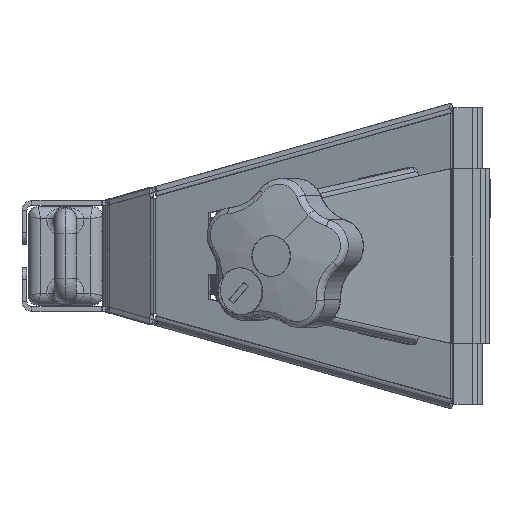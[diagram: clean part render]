
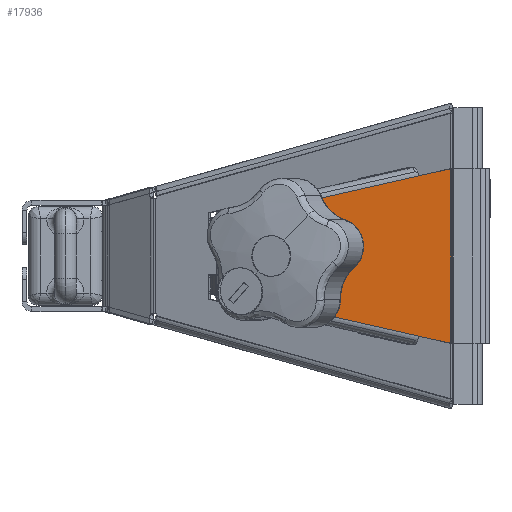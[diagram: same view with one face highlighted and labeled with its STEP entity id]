
A CAD part, left-side view. The second image highlights one B-rep face of the part: STEP entity #17936.
In plain terms, the highlighted face is planar.
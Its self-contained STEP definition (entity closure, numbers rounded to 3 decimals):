
#44 = CARTESIAN_POINT ( 'NONE',  ( 5.872, -10.959, 40.364 ) ) ;
#555 = DIRECTION ( 'NONE',  ( 0.087, -0.996, 0. ) ) ;
#1272 = EDGE_CURVE ( 'NONE', #20399, #3581, #23769, .T. ) ;
#1631 = VECTOR ( 'NONE', #3518, 1000. ) ;
#1654 = DIRECTION ( 'NONE',  ( -0.087, 0.996, 0. ) ) ;
#1879 = CARTESIAN_POINT ( 'NONE',  ( 2.816, 23.972, -32.438 ) ) ;
#1959 = CARTESIAN_POINT ( 'NONE',  ( 3.329, 18.114, 4.983 ) ) ;
#2025 = FACE_OUTER_BOUND ( 'NONE', #8596, .T. ) ;
#2259 = EDGE_CURVE ( 'NONE', #22209, #24381, #12371, .T. ) ;
#2426 = ORIENTED_EDGE ( 'NONE', *, *, #14493, .F. ) ;
#2766 = DIRECTION ( 'NONE',  ( 0.085, -0.972, 0.22 ) ) ;
#2792 = CIRCLE ( 'NONE', #13284, 4.25 ) ;
#2888 = VERTEX_POINT ( 'NONE', #13857 ) ;
#3148 = CIRCLE ( 'NONE', #21945, 4.25 ) ;
#3238 = ORIENTED_EDGE ( 'NONE', *, *, #1272, .T. ) ;
#3409 = ORIENTED_EDGE ( 'NONE', *, *, #17845, .T. ) ;
#3518 = DIRECTION ( 'NONE',  ( -0.085, 0.97, -0.228 ) ) ;
#3581 = VERTEX_POINT ( 'NONE', #22134 ) ;
#3768 = DIRECTION ( 'NONE',  ( -0.085, 0.972, 0.22 ) ) ;
#3772 = DIRECTION ( 'NONE',  ( -0.087, 0.996, 0. ) ) ;
#3835 = CARTESIAN_POINT ( 'NONE',  ( -1.073, 68.427, -4.25 ) ) ;
#3953 = CARTESIAN_POINT ( 'NONE',  ( -1.536, 73.722, 7.292 ) ) ;
#4407 = EDGE_CURVE ( 'NONE', #20050, #18771, #13503, .T. ) ;
#4996 = VERTEX_POINT ( 'NONE', #10858 ) ;
#5126 = CARTESIAN_POINT ( 'NONE',  ( 4.78, 1.525, -1.082 ) ) ;
#5198 = LINE ( 'NONE', #1959, #20749 ) ;
#5340 = CARTESIAN_POINT ( 'NONE',  ( 3.992, 10.527, 37.5 ) ) ;
#6200 = EDGE_LOOP ( 'NONE', ( #2426, #21154, #11160, #9884, #12993 ) ) ;
#6571 = VECTOR ( 'NONE', #22140, 1000. ) ;
#6943 = CARTESIAN_POINT ( 'NONE',  ( -2.039, 79.469, -19.408 ) ) ;
#7156 = DIRECTION ( 'NONE',  ( 0.996, 0.087, 0. ) ) ;
#7257 = DIRECTION ( 'NONE',  ( 0., 0., 1. ) ) ;
#7277 = VERTEX_POINT ( 'NONE', #12082 ) ;
#7535 = EDGE_CURVE ( 'NONE', #2888, #19960, #23361, .T. ) ;
#7565 = LINE ( 'NONE', #3953, #17311 ) ;
#7680 = CARTESIAN_POINT ( 'NONE',  ( -0.637, 63.446, 0. ) ) ;
#7755 = CARTESIAN_POINT ( 'NONE',  ( -2.098, 80.143, -19.566 ) ) ;
#7768 = EDGE_CURVE ( 'NONE', #20399, #4996, #19029, .T. ) ;
#8596 = EDGE_LOOP ( 'NONE', ( #16867, #22703, #11097, #18753, #17495, #12910, #3238, #22917, #3409, #17762 ) ) ;
#8693 = AXIS2_PLACEMENT_3D ( 'NONE', #13601, #9544, #3772 ) ;
#8867 = DIRECTION ( 'NONE',  ( 0.037, -0.428, 0.903 ) ) ;
#8984 = FACE_BOUND ( 'NONE', #6200, .T. ) ;
#9023 = DIRECTION ( 'NONE',  ( -0.087, 0.996, 0. ) ) ;
#9105 = LINE ( 'NONE', #13348, #23766 ) ;
#9149 = AXIS2_PLACEMENT_3D ( 'NONE', #5340, #20846, #20663 ) ;
#9387 = LINE ( 'NONE', #11566, #11479 ) ;
#9544 = DIRECTION ( 'NONE',  ( 0.996, 0.087, 0. ) ) ;
#9546 = CARTESIAN_POINT ( 'NONE',  ( -2.098, 80.143, 37.5 ) ) ;
#9606 = EDGE_CURVE ( 'NONE', #19960, #19332, #14386, .T. ) ;
#9884 = ORIENTED_EDGE ( 'NONE', *, *, #2259, .F. ) ;
#10354 = EDGE_CURVE ( 'NONE', #19332, #18713, #19547, .T. ) ;
#10483 = CARTESIAN_POINT ( 'NONE',  ( 2.624, 26.164, -31.941 ) ) ;
#10654 = CARTESIAN_POINT ( 'NONE',  ( -1.444, 72.661, 0. ) ) ;
#10858 = CARTESIAN_POINT ( 'NONE',  ( 2.816, 23.972, 32.438 ) ) ;
#11097 = ORIENTED_EDGE ( 'NONE', *, *, #12747, .T. ) ;
#11160 = ORIENTED_EDGE ( 'NONE', *, *, #19022, .F. ) ;
#11479 = VECTOR ( 'NONE', #2766, 1000. ) ;
#11566 = CARTESIAN_POINT ( 'NONE',  ( 5.872, -10.959, 40.364 ) ) ;
#11676 = VECTOR ( 'NONE', #19699, 1000. ) ;
#11881 = CARTESIAN_POINT ( 'NONE',  ( -1.073, 68.427, 4.25 ) ) ;
#12082 = CARTESIAN_POINT ( 'NONE',  ( -2.056, 79.657, 19.803 ) ) ;
#12160 = CARTESIAN_POINT ( 'NONE',  ( 3.992, 10.527, 35.489 ) ) ;
#12224 = EDGE_CURVE ( 'NONE', #21726, #22209, #2792, .T. ) ;
#12357 = CARTESIAN_POINT ( 'NONE',  ( 3.992, 10.527, 37.5 ) ) ;
#12371 = LINE ( 'NONE', #3835, #22197 ) ;
#12747 = EDGE_CURVE ( 'NONE', #18713, #14569, #5198, .T. ) ;
#12816 = VERTEX_POINT ( 'NONE', #1879 ) ;
#12910 = ORIENTED_EDGE ( 'NONE', *, *, #7768, .F. ) ;
#12993 = ORIENTED_EDGE ( 'NONE', *, *, #12224, .F. ) ;
#13116 = CARTESIAN_POINT ( 'NONE',  ( -0.637, 63.446, -4.25 ) ) ;
#13284 = AXIS2_PLACEMENT_3D ( 'NONE', #7680, #21249, #1654 ) ;
#13348 = CARTESIAN_POINT ( 'NONE',  ( 2.624, 26.164, -31.941 ) ) ;
#13460 = DIRECTION ( 'NONE',  ( -0.037, 0.428, 0.903 ) ) ;
#13503 = CIRCLE ( 'NONE', #8693, 4.25 ) ;
#13601 = CARTESIAN_POINT ( 'NONE',  ( -1.073, 68.427, 0. ) ) ;
#13857 = CARTESIAN_POINT ( 'NONE',  ( -2.056, 79.657, -19.803 ) ) ;
#14216 = VECTOR ( 'NONE', #555, 1000. ) ;
#14386 = LINE ( 'NONE', #5126, #1631 ) ;
#14493 = EDGE_CURVE ( 'NONE', #18771, #21726, #23737, .T. ) ;
#14569 = VERTEX_POINT ( 'NONE', #22165 ) ;
#14716 = CARTESIAN_POINT ( 'NONE',  ( -1.073, 68.427, 0. ) ) ;
#14865 = VECTOR ( 'NONE', #16824, 1000. ) ;
#15080 = LINE ( 'NONE', #10483, #6571 ) ;
#15636 = CARTESIAN_POINT ( 'NONE',  ( -0.637, 63.446, 4.25 ) ) ;
#16583 = CARTESIAN_POINT ( 'NONE',  ( -1.073, 68.427, 4.25 ) ) ;
#16819 = PLANE ( 'NONE',  #9149 ) ;
#16824 = DIRECTION ( 'NONE',  ( 0., 0., -1. ) ) ;
#16867 = ORIENTED_EDGE ( 'NONE', *, *, #9606, .T. ) ;
#17262 = DIRECTION ( 'NONE',  ( 0.085, -0.97, -0.228 ) ) ;
#17311 = VECTOR ( 'NONE', #13460, 1000. ) ;
#17495 = ORIENTED_EDGE ( 'NONE', *, *, #22371, .T. ) ;
#17601 = DIRECTION ( 'NONE',  ( -0.087, 0.996, 0. ) ) ;
#17762 = ORIENTED_EDGE ( 'NONE', *, *, #7535, .T. ) ;
#17845 = EDGE_CURVE ( 'NONE', #12816, #2888, #15080, .T. ) ;
#17936 = ADVANCED_FACE ( 'NONE', ( #8984, #2025 ), #16819, .F. ) ;
#18093 = CARTESIAN_POINT ( 'NONE',  ( -1.073, 68.427, -4.25 ) ) ;
#18713 = VERTEX_POINT ( 'NONE', #24352 ) ;
#18753 = ORIENTED_EDGE ( 'NONE', *, *, #22334, .T. ) ;
#18771 = VERTEX_POINT ( 'NONE', #16583 ) ;
#18917 = VECTOR ( 'NONE', #7257, 1000. ) ;
#19022 = EDGE_CURVE ( 'NONE', #24381, #20050, #3148, .T. ) ;
#19029 = LINE ( 'NONE', #44, #11676 ) ;
#19048 = VECTOR ( 'NONE', #8867, 1000. ) ;
#19332 = VERTEX_POINT ( 'NONE', #7755 ) ;
#19547 = LINE ( 'NONE', #9546, #18917 ) ;
#19699 = DIRECTION ( 'NONE',  ( -0.085, 0.972, -0.22 ) ) ;
#19960 = VERTEX_POINT ( 'NONE', #6943 ) ;
#20050 = VERTEX_POINT ( 'NONE', #10654 ) ;
#20399 = VERTEX_POINT ( 'NONE', #12160 ) ;
#20663 = DIRECTION ( 'NONE',  ( 0.087, -0.996, 0. ) ) ;
#20749 = VECTOR ( 'NONE', #17262, 1000. ) ;
#20846 = DIRECTION ( 'NONE',  ( -0.996, -0.087, 0. ) ) ;
#21154 = ORIENTED_EDGE ( 'NONE', *, *, #4407, .F. ) ;
#21194 = EDGE_CURVE ( 'NONE', #3581, #12816, #9105, .T. ) ;
#21249 = DIRECTION ( 'NONE',  ( 0.996, 0.087, 0. ) ) ;
#21726 = VERTEX_POINT ( 'NONE', #15636 ) ;
#21945 = AXIS2_PLACEMENT_3D ( 'NONE', #14716, #7156, #9023 ) ;
#22134 = CARTESIAN_POINT ( 'NONE',  ( 3.992, 10.527, -35.489 ) ) ;
#22140 = DIRECTION ( 'NONE',  ( -0.085, 0.972, 0.22 ) ) ;
#22165 = CARTESIAN_POINT ( 'NONE',  ( -2.039, 79.469, 19.408 ) ) ;
#22197 = VECTOR ( 'NONE', #17601, 1000. ) ;
#22209 = VERTEX_POINT ( 'NONE', #13116 ) ;
#22334 = EDGE_CURVE ( 'NONE', #14569, #7277, #7565, .T. ) ;
#22371 = EDGE_CURVE ( 'NONE', #7277, #4996, #9387, .T. ) ;
#22703 = ORIENTED_EDGE ( 'NONE', *, *, #10354, .T. ) ;
#22917 = ORIENTED_EDGE ( 'NONE', *, *, #21194, .T. ) ;
#23361 = LINE ( 'NONE', #24840, #19048 ) ;
#23737 = LINE ( 'NONE', #11881, #14216 ) ;
#23766 = VECTOR ( 'NONE', #3768, 1000. ) ;
#23769 = LINE ( 'NONE', #12357, #14865 ) ;
#24352 = CARTESIAN_POINT ( 'NONE',  ( -2.098, 80.143, 19.566 ) ) ;
#24381 = VERTEX_POINT ( 'NONE', #18093 ) ;
#24840 = CARTESIAN_POINT ( 'NONE',  ( 1.001, 44.719, 53.845 ) ) ;
